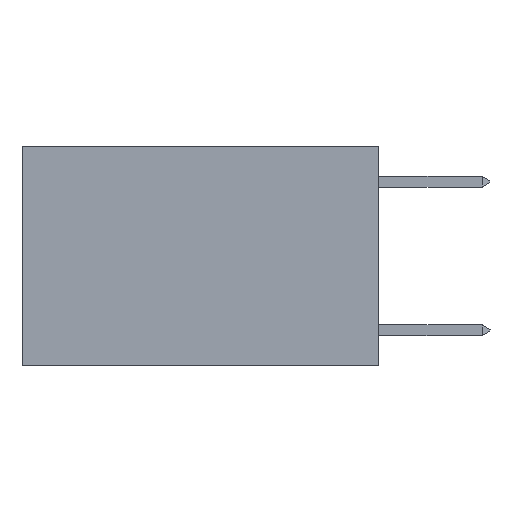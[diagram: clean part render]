
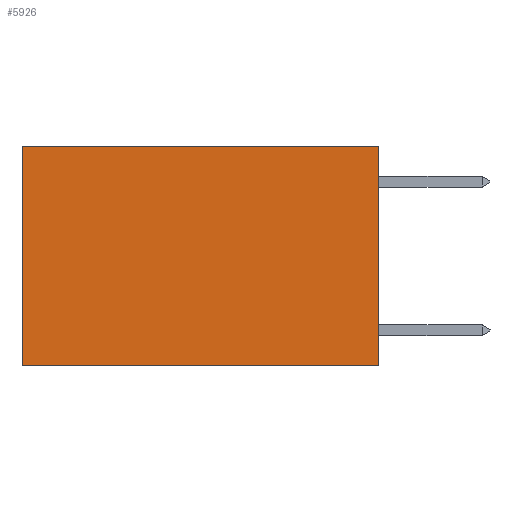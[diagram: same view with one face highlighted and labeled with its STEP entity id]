
A CAD part, left-side view. The second image highlights one B-rep face of the part: STEP entity #5926.
In plain terms, the highlighted planar face has unit normal (-1, 0, 0).
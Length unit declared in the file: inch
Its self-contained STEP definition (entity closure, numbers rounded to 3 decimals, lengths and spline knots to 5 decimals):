
#42 = EDGE_LOOP ( 'NONE', ( #13675, #2604, #14674, #4904 ) ) ;
#155 = VERTEX_POINT ( 'NONE', #16347 ) ;
#482 = VERTEX_POINT ( 'NONE', #20598 ) ;
#763 = PLANE ( 'NONE',  #26485 ) ;
#852 = DIRECTION ( 'NONE',  ( 1., 0., 0. ) ) ;
#2604 = ORIENTED_EDGE ( 'NONE', *, *, #9841, .F. ) ;
#2978 = EDGE_CURVE ( 'NONE', #23355, #482, #6483, .T. ) ;
#2993 = CARTESIAN_POINT ( 'NONE',  ( 0.2625, 0., 0. ) ) ;
#3349 = VERTEX_POINT ( 'NONE', #12939 ) ;
#4904 = ORIENTED_EDGE ( 'NONE', *, *, #19558, .T. ) ;
#5926 = ADVANCED_FACE ( 'NONE', ( #12946 ), #763, .F. ) ;
#6186 = VECTOR ( 'NONE', #22590, 39.37008 ) ;
#6483 = LINE ( 'NONE', #22671, #6186 ) ;
#6802 = LINE ( 'NONE', #18183, #17143 ) ;
#7032 = VECTOR ( 'NONE', #19557, 39.37008 ) ;
#7470 = LINE ( 'NONE', #2993, #7032 ) ;
#9566 = CARTESIAN_POINT ( 'NONE',  ( 0.2625, 0., 0. ) ) ;
#9829 = CARTESIAN_POINT ( 'NONE',  ( 0.2625, 0., -0.37 ) ) ;
#9841 = EDGE_CURVE ( 'NONE', #482, #3349, #12091, .T. ) ;
#11902 = VECTOR ( 'NONE', #22010, 39.37008 ) ;
#12091 = LINE ( 'NONE', #9829, #11902 ) ;
#12939 = CARTESIAN_POINT ( 'NONE',  ( 0.2625, 0.6, -0.37 ) ) ;
#12946 = FACE_OUTER_BOUND ( 'NONE', #42, .T. ) ;
#13467 = CARTESIAN_POINT ( 'NONE',  ( 0.2625, 0., 0. ) ) ;
#13675 = ORIENTED_EDGE ( 'NONE', *, *, #24406, .T. ) ;
#14674 = ORIENTED_EDGE ( 'NONE', *, *, #2978, .F. ) ;
#15540 = DIRECTION ( 'NONE',  ( 0., 0., -1. ) ) ;
#16347 = CARTESIAN_POINT ( 'NONE',  ( 0.2625, 0.6, 0. ) ) ;
#17143 = VECTOR ( 'NONE', #20220, 39.37008 ) ;
#18183 = CARTESIAN_POINT ( 'NONE',  ( 0.2625, 0.6, 0. ) ) ;
#19557 = DIRECTION ( 'NONE',  ( 0., 1., 0. ) ) ;
#19558 = EDGE_CURVE ( 'NONE', #23355, #155, #7470, .T. ) ;
#20220 = DIRECTION ( 'NONE',  ( 0., 0., -1. ) ) ;
#20598 = CARTESIAN_POINT ( 'NONE',  ( 0.2625, 0., -0.37 ) ) ;
#22010 = DIRECTION ( 'NONE',  ( 0., 1., 0. ) ) ;
#22590 = DIRECTION ( 'NONE',  ( 0., 0., -1. ) ) ;
#22671 = CARTESIAN_POINT ( 'NONE',  ( 0.2625, 0., 0. ) ) ;
#23355 = VERTEX_POINT ( 'NONE', #9566 ) ;
#24406 = EDGE_CURVE ( 'NONE', #155, #3349, #6802, .T. ) ;
#26485 = AXIS2_PLACEMENT_3D ( 'NONE', #13467, #852, #15540 ) ;
